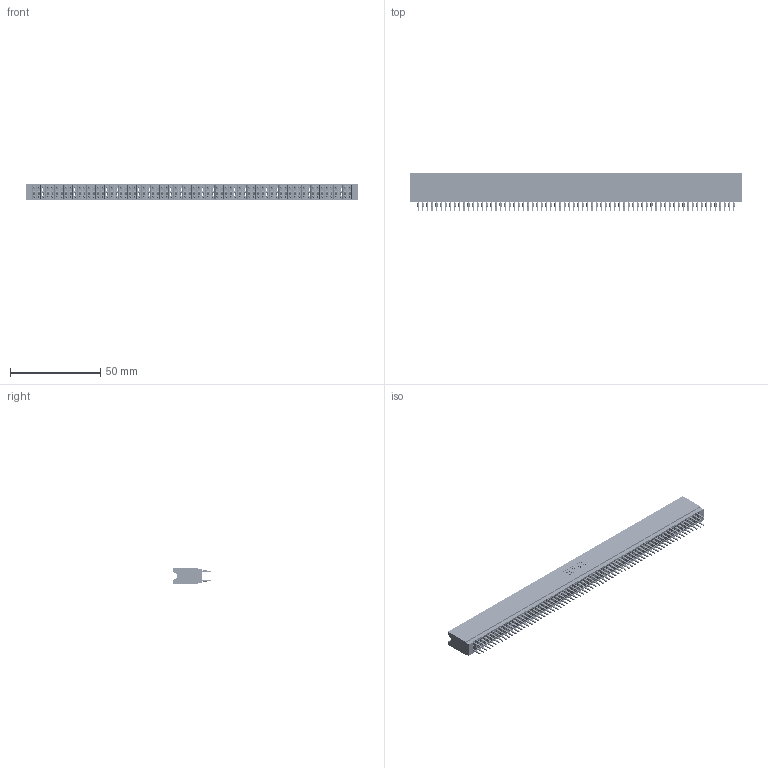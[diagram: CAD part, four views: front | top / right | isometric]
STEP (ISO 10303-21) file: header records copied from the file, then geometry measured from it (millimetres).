
FILE_DESCRIPTION (( 'STEP AP203' ), '1' );
FILE_NAME ('745-140-560-206.STEP', '2020-09-14T21:55:13', ( '' ), ( '' ), 'SwSTEP 2.0', 'SolidWorks 2020', '' );
FILE_SCHEMA (( 'CONFIG_CONTROL_DESIGN' ));
Length unit declared in the file: inch
Products named in the file (3): 745-140-560-206; 745-292-001_560; 745 Part_Insulator Option - 06
Assembly tree (141 placements, depth 2):
  745-140-560-206
    745 Part_Insulator Option - 06
    745-292-001_560  x140
Bounding box: 184.4 x 21.22 x 8.89 mm (x, y, z)
Volume: 16933 mm3; surface area: 37307.4 mm2
Topology: 141 solids, 141 shells, 13886 faces, 37990 edges, 24112 vertices
Faces by surface type: plane 7196, cylinder 3050, bspline 2800, torus 840
Entity records: 114373 total; most frequent: CARTESIAN_POINT 20332, ORIENTED_EDGE 19824, DIRECTION 17298, EDGE_CURVE 9912, LINE 9302, VECTOR 9302, VERTEX_POINT 6320, AXIS2_PLACEMENT_3D 3998
